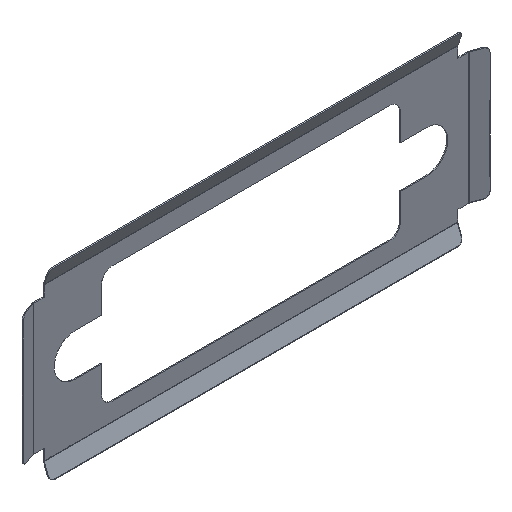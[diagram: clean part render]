
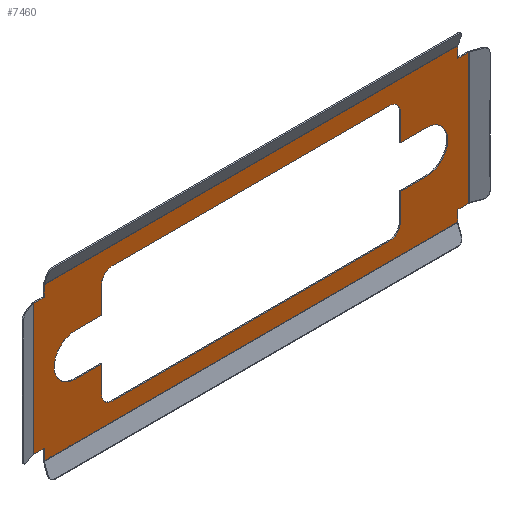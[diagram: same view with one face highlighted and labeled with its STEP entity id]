
A CAD part, isometric view. The second image highlights one B-rep face of the part: STEP entity #7460.
In plain terms, the highlighted face is planar.
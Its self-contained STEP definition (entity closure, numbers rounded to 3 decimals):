
#370=CARTESIAN_POINT('',(2.55,14.95,0.1));
#380=VERTEX_POINT('',#370);
#410=CARTESIAN_POINT('',(0.,14.95,0.1));
#420=DIRECTION('',(-1.,0.,0.));
#430=VECTOR('',#420,1.);
#440=LINE('',#410,#430);
#450=CARTESIAN_POINT('',(1.518,14.95,0.1));
#460=VERTEX_POINT('',#450);
#470=EDGE_CURVE('',#380,#460,#440,.T.);
#1870=CARTESIAN_POINT('',(2.55,15.982,0.1));
#1880=VERTEX_POINT('',#1870);
#1910=CARTESIAN_POINT('',(2.55,0.,0.1));
#1920=DIRECTION('',(0.,-1.,0.));
#1930=VECTOR('',#1920,1.);
#1940=LINE('',#1910,#1930);
#1950=EDGE_CURVE('',#1880,#380,#1940,.T.);
#4590=CARTESIAN_POINT('',(41.75,14.95,0.1));
#4600=VERTEX_POINT('',#4590);
#4630=CARTESIAN_POINT('',(41.75,0.,0.1));
#4640=DIRECTION('',(0.,-1.,0.));
#4650=VECTOR('',#4640,1.);
#4660=LINE('',#4630,#4650);
#4670=CARTESIAN_POINT('',(41.75,15.982,0.1));
#4680=VERTEX_POINT('',#4670);
#4690=EDGE_CURVE('',#4680,#4600,#4660,.T.);
#5190=CARTESIAN_POINT('',(-22.,15.982,0.1));
#5200=DIRECTION('',(1.,0.,0.));
#5210=VECTOR('',#5200,1.);
#5220=LINE('',#5190,#5210);
#5230=EDGE_CURVE('',#1880,#4680,#5220,.T.);
#5370=CARTESIAN_POINT('',(-13.7,0.,0.1));
#5380=DIRECTION('',(0.,0.,1.));
#5390=DIRECTION('',(1.,0.,0.));
#5400=AXIS2_PLACEMENT_3D('',#5370,#5380,#5390);
#5410=PLANE('',#5400);
#5420=CARTESIAN_POINT('',(2.55,0.,0.1));
#5430=DIRECTION('',(0.,-1.,0.));
#5440=VECTOR('',#5430,1.);
#5450=LINE('',#5420,#5440);
#5460=CARTESIAN_POINT('',(2.55,2.55,0.1));
#5470=VERTEX_POINT('',#5460);
#5480=CARTESIAN_POINT('',(2.55,1.518,0.1));
#5490=VERTEX_POINT('',#5480);
#5500=EDGE_CURVE('',#5470,#5490,#5450,.T.);
#5510=ORIENTED_EDGE('',*,*,#5500,.T.);
#5520=CARTESIAN_POINT('',(0.,2.55,0.1));
#5530=DIRECTION('',(-1.,0.,0.));
#5540=VECTOR('',#5530,1.);
#5550=LINE('',#5520,#5540);
#5560=CARTESIAN_POINT('',(1.518,2.55,0.1));
#5570=VERTEX_POINT('',#5560);
#5580=EDGE_CURVE('',#5470,#5570,#5550,.T.);
#5590=ORIENTED_EDGE('',*,*,#5580,.F.);
#5600=CARTESIAN_POINT('',(1.518,0.,0.1));
#5610=DIRECTION('',(0.,1.,0.));
#5620=VECTOR('',#5610,1.);
#5630=LINE('',#5600,#5620);
#5640=EDGE_CURVE('',#5570,#460,#5630,.T.);
#5650=ORIENTED_EDGE('',*,*,#5640,.F.);
#5660=ORIENTED_EDGE('',*,*,#470,.T.);
#5670=ORIENTED_EDGE('',*,*,#1950,.T.);
#5680=ORIENTED_EDGE('',*,*,#5230,.F.);
#5690=ORIENTED_EDGE('',*,*,#4690,.F.);
#5700=CARTESIAN_POINT('',(0.,14.95,0.1));
#5710=DIRECTION('',(-1.,0.,0.));
#5720=VECTOR('',#5710,1.);
#5730=LINE('',#5700,#5720);
#5740=CARTESIAN_POINT('',(42.782,14.95,0.1));
#5750=VERTEX_POINT('',#5740);
#5760=EDGE_CURVE('',#5750,#4600,#5730,.T.);
#5770=ORIENTED_EDGE('',*,*,#5760,.T.);
#5780=CARTESIAN_POINT('',(42.782,0.,0.1));
#5790=DIRECTION('',(0.,-1.,0.));
#5800=VECTOR('',#5790,1.);
#5810=LINE('',#5780,#5800);
#5820=CARTESIAN_POINT('',(42.782,2.55,0.1));
#5830=VERTEX_POINT('',#5820);
#5840=EDGE_CURVE('',#5750,#5830,#5810,.T.);
#5850=ORIENTED_EDGE('',*,*,#5840,.F.);
#5860=CARTESIAN_POINT('',(0.,2.55,0.1));
#5870=DIRECTION('',(-1.,0.,0.));
#5880=VECTOR('',#5870,1.);
#5890=LINE('',#5860,#5880);
#5900=CARTESIAN_POINT('',(41.75,2.55,0.1));
#5910=VERTEX_POINT('',#5900);
#5920=EDGE_CURVE('',#5830,#5910,#5890,.T.);
#5930=ORIENTED_EDGE('',*,*,#5920,.F.);
#5940=CARTESIAN_POINT('',(41.75,0.,0.1));
#5950=DIRECTION('',(0.,-1.,0.));
#5960=VECTOR('',#5950,1.);
#5970=LINE('',#5940,#5960);
#5980=CARTESIAN_POINT('',(41.75,1.518,0.1));
#5990=VERTEX_POINT('',#5980);
#6000=EDGE_CURVE('',#5910,#5990,#5970,.T.);
#6010=ORIENTED_EDGE('',*,*,#6000,.F.);
#6020=CARTESIAN_POINT('',(13.7,1.518,0.1));
#6030=DIRECTION('',(-1.,0.,0.));
#6040=VECTOR('',#6030,1.);
#6050=LINE('',#6020,#6040);
#6060=EDGE_CURVE('',#5990,#5490,#6050,.T.);
#6070=ORIENTED_EDGE('',*,*,#6060,.F.);
#6080=EDGE_LOOP('',(#6070,#6010,#5930,#5850,#5770,#5690,#5680,#5670,
#5660,#5650,#5590,#5510));
#6090=FACE_OUTER_BOUND('',#6080,.T.);
#6100=CARTESIAN_POINT('',(35.3,4.2,0.1));
#6110=DIRECTION('',(0.,0.,1.));
#6120=DIRECTION('',(1.,0.,0.));
#6130=AXIS2_PLACEMENT_3D('',#6100,#6110,#6120);
#6140=CIRCLE('',#6130,1.);
#6150=CARTESIAN_POINT('',(35.3,3.2,0.1));
#6160=VERTEX_POINT('',#6150);
#6170=CARTESIAN_POINT('',(36.3,4.2,0.1));
#6180=VERTEX_POINT('',#6170);
#6190=EDGE_CURVE('',#6160,#6180,#6140,.T.);
#6200=ORIENTED_EDGE('',*,*,#6190,.F.);
#6210=CARTESIAN_POINT('',(36.3,0.,0.1));
#6220=DIRECTION('',(0.,1.,0.));
#6230=VECTOR('',#6220,1.);
#6240=LINE('',#6210,#6230);
#6250=CARTESIAN_POINT('',(36.3,6.75,0.1));
#6260=VERTEX_POINT('',#6250);
#6270=EDGE_CURVE('',#6180,#6260,#6240,.T.);
#6280=ORIENTED_EDGE('',*,*,#6270,.F.);
#6290=CARTESIAN_POINT('',(0.,6.75,0.1));
#6300=DIRECTION('',(-1.,0.,0.));
#6310=VECTOR('',#6300,1.);
#6320=LINE('',#6290,#6310);
#6330=CARTESIAN_POINT('',(38.8,6.75,0.1));
#6340=VERTEX_POINT('',#6330);
#6350=EDGE_CURVE('',#6340,#6260,#6320,.T.);
#6360=ORIENTED_EDGE('',*,*,#6350,.T.);
#6370=CARTESIAN_POINT('',(38.8,8.75,0.1));
#6380=DIRECTION('',(0.,0.,1.));
#6390=DIRECTION('',(1.,0.,0.));
#6400=AXIS2_PLACEMENT_3D('',#6370,#6380,#6390);
#6410=CIRCLE('',#6400,2.);
#6420=CARTESIAN_POINT('',(38.8,10.75,0.1));
#6430=VERTEX_POINT('',#6420);
#6440=EDGE_CURVE('',#6340,#6430,#6410,.T.);
#6450=ORIENTED_EDGE('',*,*,#6440,.F.);
#6460=CARTESIAN_POINT('',(0.,10.75,0.1));
#6470=DIRECTION('',(1.,0.,0.));
#6480=VECTOR('',#6470,1.);
#6490=LINE('',#6460,#6480);
#6500=CARTESIAN_POINT('',(36.3,10.75,0.1));
#6510=VERTEX_POINT('',#6500);
#6520=EDGE_CURVE('',#6510,#6430,#6490,.T.);
#6530=ORIENTED_EDGE('',*,*,#6520,.T.);
#6540=CARTESIAN_POINT('',(36.3,0.,0.1));
#6550=DIRECTION('',(0.,1.,0.));
#6560=VECTOR('',#6550,1.);
#6570=LINE('',#6540,#6560);
#6580=CARTESIAN_POINT('',(36.3,13.3,0.1));
#6590=VERTEX_POINT('',#6580);
#6600=EDGE_CURVE('',#6510,#6590,#6570,.T.);
#6610=ORIENTED_EDGE('',*,*,#6600,.F.);
#6620=CARTESIAN_POINT('',(35.3,13.3,0.1));
#6630=DIRECTION('',(0.,0.,1.));
#6640=DIRECTION('',(1.,0.,0.));
#6650=AXIS2_PLACEMENT_3D('',#6620,#6630,#6640);
#6660=CIRCLE('',#6650,1.);
#6670=CARTESIAN_POINT('',(35.3,14.3,0.1));
#6680=VERTEX_POINT('',#6670);
#6690=EDGE_CURVE('',#6590,#6680,#6660,.T.);
#6700=ORIENTED_EDGE('',*,*,#6690,.F.);
#6710=CARTESIAN_POINT('',(0.,14.3,0.1));
#6720=DIRECTION('',(1.,0.,0.));
#6730=VECTOR('',#6720,1.);
#6740=LINE('',#6710,#6730);
#6750=CARTESIAN_POINT('',(9.,14.3,0.1));
#6760=VERTEX_POINT('',#6750);
#6770=EDGE_CURVE('',#6760,#6680,#6740,.T.);
#6780=ORIENTED_EDGE('',*,*,#6770,.T.);
#6790=CARTESIAN_POINT('',(9.,13.3,0.1));
#6800=DIRECTION('',(0.,0.,1.));
#6810=DIRECTION('',(1.,0.,0.));
#6820=AXIS2_PLACEMENT_3D('',#6790,#6800,#6810);
#6830=CIRCLE('',#6820,1.);
#6840=CARTESIAN_POINT('',(8.,13.3,0.1));
#6850=VERTEX_POINT('',#6840);
#6860=EDGE_CURVE('',#6760,#6850,#6830,.T.);
#6870=ORIENTED_EDGE('',*,*,#6860,.F.);
#6880=CARTESIAN_POINT('',(8.,0.,0.1));
#6890=DIRECTION('',(0.,1.,0.));
#6900=VECTOR('',#6890,1.);
#6910=LINE('',#6880,#6900);
#6920=CARTESIAN_POINT('',(8.,10.75,0.1));
#6930=VERTEX_POINT('',#6920);
#6940=EDGE_CURVE('',#6930,#6850,#6910,.T.);
#6950=ORIENTED_EDGE('',*,*,#6940,.T.);
#6960=CARTESIAN_POINT('',(0.,10.75,0.1));
#6970=DIRECTION('',(-1.,0.,0.));
#6980=VECTOR('',#6970,1.);
#6990=LINE('',#6960,#6980);
#7000=CARTESIAN_POINT('',(5.5,10.75,0.1));
#7010=VERTEX_POINT('',#7000);
#7020=EDGE_CURVE('',#6930,#7010,#6990,.T.);
#7030=ORIENTED_EDGE('',*,*,#7020,.F.);
#7040=CARTESIAN_POINT('',(5.5,8.75,0.1));
#7050=DIRECTION('',(0.,0.,1.));
#7060=DIRECTION('',(1.,0.,0.));
#7070=AXIS2_PLACEMENT_3D('',#7040,#7050,#7060);
#7080=CIRCLE('',#7070,2.);
#7090=CARTESIAN_POINT('',(5.5,6.75,0.1));
#7100=VERTEX_POINT('',#7090);
#7110=EDGE_CURVE('',#7010,#7100,#7080,.T.);
#7120=ORIENTED_EDGE('',*,*,#7110,.F.);
#7130=CARTESIAN_POINT('',(0.,6.75,0.1));
#7140=DIRECTION('',(1.,0.,0.));
#7150=VECTOR('',#7140,1.);
#7160=LINE('',#7130,#7150);
#7170=CARTESIAN_POINT('',(8.,6.75,0.1));
#7180=VERTEX_POINT('',#7170);
#7190=EDGE_CURVE('',#7100,#7180,#7160,.T.);
#7200=ORIENTED_EDGE('',*,*,#7190,.F.);
#7210=CARTESIAN_POINT('',(8.,0.,0.1));
#7220=DIRECTION('',(0.,1.,0.));
#7230=VECTOR('',#7220,1.);
#7240=LINE('',#7210,#7230);
#7250=CARTESIAN_POINT('',(8.,4.2,0.1));
#7260=VERTEX_POINT('',#7250);
#7270=EDGE_CURVE('',#7260,#7180,#7240,.T.);
#7280=ORIENTED_EDGE('',*,*,#7270,.T.);
#7290=CARTESIAN_POINT('',(9.,4.2,0.1));
#7300=DIRECTION('',(0.,0.,1.));
#7310=DIRECTION('',(1.,0.,0.));
#7320=AXIS2_PLACEMENT_3D('',#7290,#7300,#7310);
#7330=CIRCLE('',#7320,1.);
#7340=CARTESIAN_POINT('',(9.,3.2,0.1));
#7350=VERTEX_POINT('',#7340);
#7360=EDGE_CURVE('',#7260,#7350,#7330,.T.);
#7370=ORIENTED_EDGE('',*,*,#7360,.F.);
#7380=CARTESIAN_POINT('',(-22.,3.2,0.1));
#7390=DIRECTION('',(-1.,0.,0.));
#7400=VECTOR('',#7390,1.);
#7410=LINE('',#7380,#7400);
#7420=EDGE_CURVE('',#6160,#7350,#7410,.T.);
#7430=ORIENTED_EDGE('',*,*,#7420,.T.);
#7440=EDGE_LOOP('',(#7430,#7370,#7280,#7200,#7120,#7030,#6950,#6870,
#6780,#6700,#6610,#6530,#6450,#6360,#6280,#6200));
#7450=FACE_BOUND('',#7440,.T.);
#7460=ADVANCED_FACE('',(#6090,#7450),#5410,.T.);
